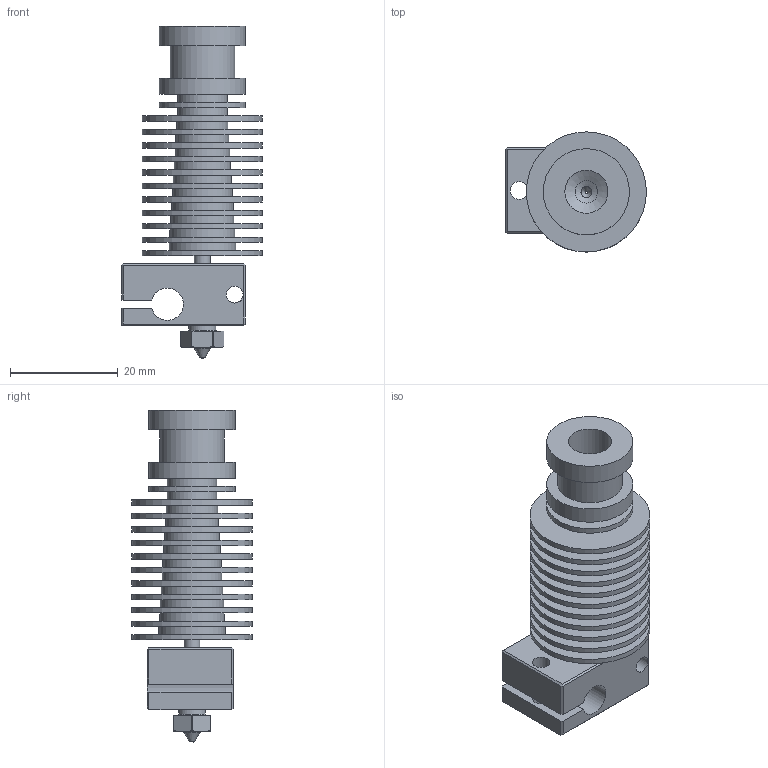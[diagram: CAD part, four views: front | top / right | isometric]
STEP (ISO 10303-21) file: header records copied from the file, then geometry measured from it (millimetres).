
FILE_DESCRIPTION(('FreeCAD Model'),'2;1');
FILE_NAME('hotend.step', '2018-12-27T00:16:20',('Felix Morgner'),(''), 'Open CASCADE STEP processor 7.3','FreeCAD','Unknown');
FILE_SCHEMA(('AUTOMOTIVE_DESIGN { 1 0 10303 214 1 1 1 1 }'));
Length unit declared in the file: millimetre
Products named in the file (4): Nozzle; Heatbreak; Heatsink; Cartridge_Block
Bounding box: 26.15 x 22.3 x 61.66 mm (x, y, z)
Volume: 10906.9 mm3; surface area: 13541.9 mm2
Topology: 4 solids, 4 shells, 150 faces, 296 edges, 186 vertices
Faces by surface type: plane 72, cylinder 53, cone 20, torus 3, bspline 2
Full cylindrical faces by diameter (mm): 0.4 x1, 2 x2, 2.95 x1, 3.1 x1, 3.3 x3, 4.2 x2, 5 x1, 6 x4, 6.25 x1, 6.6 x1, 7 x1, 8 x1, 9.18 x2, 9.5 x1, 9.82 x1, 10.14 x1, 10.46 x1, 10.78 x1, 11.1 x1, 11.42 x1, 11.74 x1, 12 x1, 12.06 x1, 12.38 x1, 16 x3, 22.3 x11
Entity records: 9381 total; most frequent: CARTESIAN_POINT 1870, DIRECTION 1281, ORIENTED_EDGE 592, PCURVE 592, DEFINITIONAL_REPRESENTATION 592, LINE 589, VECTOR 589, EDGE_CURVE 296
